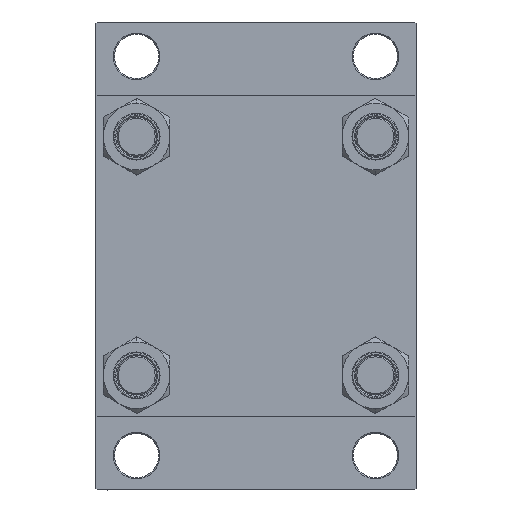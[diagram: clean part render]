
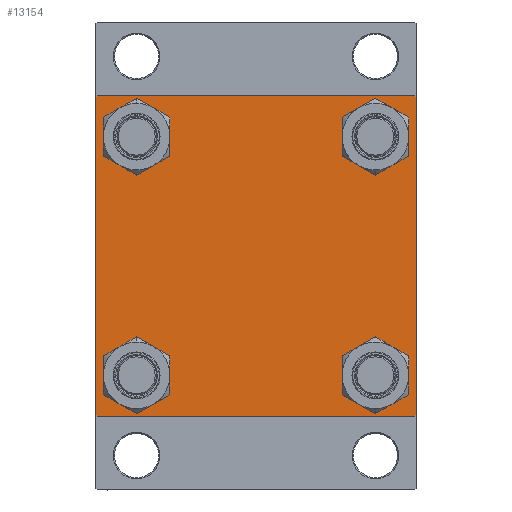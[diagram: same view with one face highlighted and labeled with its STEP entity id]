
A CAD part, left-side view. The second image highlights one B-rep face of the part: STEP entity #13154.
In plain terms, the highlighted planar face has unit normal (-1, 0, 0).
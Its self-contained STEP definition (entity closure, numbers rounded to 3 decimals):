
#1365 = CARTESIAN_POINT ( 'NONE',  ( 0., -65., -64.5 ) ) ;
#1799 = AXIS2_PLACEMENT_3D ( 'NONE', #39454, #28755, #21934 ) ;
#2169 = VERTEX_POINT ( 'NONE', #16372 ) ;
#2281 = DIRECTION ( 'NONE',  ( 1., 0., 0. ) ) ;
#2341 = DIRECTION ( 'NONE',  ( 0., -1., 0. ) ) ;
#2941 = ORIENTED_EDGE ( 'NONE', *, *, #5047, .T. ) ;
#3215 = EDGE_CURVE ( 'NONE', #42124, #20250, #17652, .T. ) ;
#3307 = CIRCLE ( 'NONE', #25830, 8.5 ) ;
#3312 = DIRECTION ( 'NONE',  ( 0., -0.707, -0.707 ) ) ;
#3473 = CIRCLE ( 'NONE', #8113, 8.5 ) ;
#3859 = AXIS2_PLACEMENT_3D ( 'NONE', #45780, #37994, #16344 ) ;
#4294 = EDGE_CURVE ( 'NONE', #29537, #29255, #28415, .T. ) ;
#5047 = EDGE_CURVE ( 'NONE', #2169, #18137, #39305, .T. ) ;
#5212 = DIRECTION ( 'NONE',  ( 0., 0., 1. ) ) ;
#5261 = ORIENTED_EDGE ( 'NONE', *, *, #14909, .F. ) ;
#5587 = CARTESIAN_POINT ( 'NONE',  ( 0., -48.45, 48.45 ) ) ;
#5683 = CARTESIAN_POINT ( 'NONE',  ( 0., 48.45, -48.45 ) ) ;
#5972 = VERTEX_POINT ( 'NONE', #44908 ) ;
#6646 = DIRECTION ( 'NONE',  ( 0., 0., 1. ) ) ;
#6965 = DIRECTION ( 'NONE',  ( 0., 0., 1. ) ) ;
#7389 = VECTOR ( 'NONE', #8716, 1000. ) ;
#7665 = VECTOR ( 'NONE', #37235, 1000. ) ;
#7678 = DIRECTION ( 'NONE',  ( -1., 0., 0. ) ) ;
#8113 = AXIS2_PLACEMENT_3D ( 'NONE', #25324, #24365, #28259 ) ;
#8716 = DIRECTION ( 'NONE',  ( 0., 0., -1. ) ) ;
#8838 = ORIENTED_EDGE ( 'NONE', *, *, #4294, .T. ) ;
#8857 = DIRECTION ( 'NONE',  ( 1., 0., 0. ) ) ;
#9624 = CARTESIAN_POINT ( 'NONE',  ( 0., -64.75, -64.75 ) ) ;
#9730 = ORIENTED_EDGE ( 'NONE', *, *, #37516, .T. ) ;
#10121 = CARTESIAN_POINT ( 'NONE',  ( 0., 64.5, 65. ) ) ;
#10236 = EDGE_CURVE ( 'NONE', #5972, #42124, #24475, .T. ) ;
#10317 = VERTEX_POINT ( 'NONE', #10121 ) ;
#10848 = FACE_BOUND ( 'NONE', #13489, .T. ) ;
#11122 = VECTOR ( 'NONE', #3312, 1000. ) ;
#11571 = FACE_BOUND ( 'NONE', #16682, .T. ) ;
#12431 = VERTEX_POINT ( 'NONE', #32375 ) ;
#12454 = CARTESIAN_POINT ( 'NONE',  ( 0., -64.5, -65. ) ) ;
#12664 = AXIS2_PLACEMENT_3D ( 'NONE', #5587, #35010, #45742 ) ;
#13154 = ADVANCED_FACE ( 'NONE', ( #11571, #10848, #18865, #33216, #44651 ), #26408, .T. ) ;
#13397 = EDGE_CURVE ( 'NONE', #19664, #30592, #27563, .T. ) ;
#13489 = EDGE_LOOP ( 'NONE', ( #47474, #30924 ) ) ;
#13781 = DIRECTION ( 'NONE',  ( 1., 0., 0. ) ) ;
#14229 = DIRECTION ( 'NONE',  ( 0., -0.707, 0.707 ) ) ;
#14234 = CIRCLE ( 'NONE', #12664, 8.5 ) ;
#14500 = CARTESIAN_POINT ( 'NONE',  ( 0., 48.45, 48.45 ) ) ;
#14909 = EDGE_CURVE ( 'NONE', #40513, #20250, #46897, .T. ) ;
#14940 = CARTESIAN_POINT ( 'NONE',  ( 0., -48.45, -56.95 ) ) ;
#15099 = DIRECTION ( 'NONE',  ( 0., 0., 1. ) ) ;
#16344 = DIRECTION ( 'NONE',  ( 0., 0., 1. ) ) ;
#16372 = CARTESIAN_POINT ( 'NONE',  ( 0., 48.45, -39.95 ) ) ;
#16682 = EDGE_LOOP ( 'NONE', ( #8838, #9730 ) ) ;
#17072 = ORIENTED_EDGE ( 'NONE', *, *, #28618, .T. ) ;
#17595 = CARTESIAN_POINT ( 'NONE',  ( 0., -64.75, 64.75 ) ) ;
#17652 = LINE ( 'NONE', #9624, #31526 ) ;
#17953 = CARTESIAN_POINT ( 'NONE',  ( 0., 48.45, 39.95 ) ) ;
#18137 = VERTEX_POINT ( 'NONE', #45280 ) ;
#18865 = FACE_BOUND ( 'NONE', #23288, .T. ) ;
#18886 = VERTEX_POINT ( 'NONE', #20764 ) ;
#18987 = EDGE_CURVE ( 'NONE', #40513, #12431, #29011, .T. ) ;
#19664 = VERTEX_POINT ( 'NONE', #20438 ) ;
#20250 = VERTEX_POINT ( 'NONE', #1365 ) ;
#20438 = CARTESIAN_POINT ( 'NONE',  ( 0., 48.45, 56.95 ) ) ;
#20764 = CARTESIAN_POINT ( 'NONE',  ( 0., -48.45, -39.95 ) ) ;
#21106 = VERTEX_POINT ( 'NONE', #44631 ) ;
#21383 = LINE ( 'NONE', #32572, #41135 ) ;
#21934 = DIRECTION ( 'NONE',  ( 0., 0., 1. ) ) ;
#22173 = CARTESIAN_POINT ( 'NONE',  ( 0., 65., 65. ) ) ;
#22286 = DIRECTION ( 'NONE',  ( 0., 0., 1. ) ) ;
#23288 = EDGE_LOOP ( 'NONE', ( #2941, #39587 ) ) ;
#23561 = VECTOR ( 'NONE', #39315, 1000. ) ;
#24365 = DIRECTION ( 'NONE',  ( 1., 0., 0. ) ) ;
#24475 = LINE ( 'NONE', #37930, #23561 ) ;
#25260 = DIRECTION ( 'NONE',  ( 0., 0.707, -0.707 ) ) ;
#25324 = CARTESIAN_POINT ( 'NONE',  ( 0., -48.45, -48.45 ) ) ;
#25830 = AXIS2_PLACEMENT_3D ( 'NONE', #14500, #13781, #6965 ) ;
#25862 = CIRCLE ( 'NONE', #1799, 8.5 ) ;
#25917 = LINE ( 'NONE', #43689, #11122 ) ;
#25922 = ORIENTED_EDGE ( 'NONE', *, *, #13397, .T. ) ;
#26199 = ORIENTED_EDGE ( 'NONE', *, *, #34196, .T. ) ;
#26408 = PLANE ( 'NONE',  #47784 ) ;
#26713 = EDGE_CURVE ( 'NONE', #45659, #21106, #44790, .T. ) ;
#27563 = CIRCLE ( 'NONE', #38422, 8.5 ) ;
#27949 = EDGE_CURVE ( 'NONE', #46865, #18886, #37243, .T. ) ;
#28132 = ORIENTED_EDGE ( 'NONE', *, *, #3215, .T. ) ;
#28259 = DIRECTION ( 'NONE',  ( 0., 0., 1. ) ) ;
#28307 = CARTESIAN_POINT ( 'NONE',  ( 0., -48.45, 48.45 ) ) ;
#28415 = CIRCLE ( 'NONE', #34599, 8.5 ) ;
#28618 = EDGE_CURVE ( 'NONE', #10317, #45659, #21383, .T. ) ;
#28755 = DIRECTION ( 'NONE',  ( 1., 0., 0. ) ) ;
#29011 = LINE ( 'NONE', #17595, #47962 ) ;
#29077 = CARTESIAN_POINT ( 'NONE',  ( 0., -65., 64.5 ) ) ;
#29255 = VERTEX_POINT ( 'NONE', #31139 ) ;
#29422 = CARTESIAN_POINT ( 'NONE',  ( 0., -48.45, 56.95 ) ) ;
#29537 = VERTEX_POINT ( 'NONE', #29422 ) ;
#30416 = DIRECTION ( 'NONE',  ( 1., 0., 0. ) ) ;
#30592 = VERTEX_POINT ( 'NONE', #17953 ) ;
#30651 = CARTESIAN_POINT ( 'NONE',  ( 0., 48.45, 48.45 ) ) ;
#30924 = ORIENTED_EDGE ( 'NONE', *, *, #27949, .T. ) ;
#30932 = ORIENTED_EDGE ( 'NONE', *, *, #33181, .F. ) ;
#31139 = CARTESIAN_POINT ( 'NONE',  ( 0., -48.45, 39.95 ) ) ;
#31200 = CARTESIAN_POINT ( 'NONE',  ( 0., 65., 64.5 ) ) ;
#31526 = VECTOR ( 'NONE', #14229, 1000. ) ;
#31584 = CARTESIAN_POINT ( 'NONE',  ( 0., -65., 65. ) ) ;
#32375 = CARTESIAN_POINT ( 'NONE',  ( 0., -64.5, 65. ) ) ;
#32572 = CARTESIAN_POINT ( 'NONE',  ( 0., 64.75, 64.75 ) ) ;
#33181 = EDGE_CURVE ( 'NONE', #10317, #12431, #35653, .T. ) ;
#33216 = FACE_BOUND ( 'NONE', #34218, .T. ) ;
#34180 = ORIENTED_EDGE ( 'NONE', *, *, #18987, .T. ) ;
#34196 = EDGE_CURVE ( 'NONE', #21106, #5972, #25917, .T. ) ;
#34218 = EDGE_LOOP ( 'NONE', ( #25922, #47706 ) ) ;
#34599 = AXIS2_PLACEMENT_3D ( 'NONE', #28307, #2281, #6646 ) ;
#35010 = DIRECTION ( 'NONE',  ( 1., 0., 0. ) ) ;
#35443 = AXIS2_PLACEMENT_3D ( 'NONE', #5683, #8857, #5212 ) ;
#35653 = LINE ( 'NONE', #41991, #40499 ) ;
#36046 = EDGE_CURVE ( 'NONE', #30592, #19664, #3307, .T. ) ;
#37235 = DIRECTION ( 'NONE',  ( 0., 0., -1. ) ) ;
#37243 = CIRCLE ( 'NONE', #3859, 8.5 ) ;
#37402 = EDGE_CURVE ( 'NONE', #18137, #2169, #25862, .T. ) ;
#37516 = EDGE_CURVE ( 'NONE', #29255, #29537, #14234, .T. ) ;
#37930 = CARTESIAN_POINT ( 'NONE',  ( 0., 65., -65. ) ) ;
#37994 = DIRECTION ( 'NONE',  ( 1., 0., 0. ) ) ;
#38422 = AXIS2_PLACEMENT_3D ( 'NONE', #30651, #30416, #15099 ) ;
#39033 = ORIENTED_EDGE ( 'NONE', *, *, #10236, .T. ) ;
#39305 = CIRCLE ( 'NONE', #35443, 8.5 ) ;
#39315 = DIRECTION ( 'NONE',  ( 0., -1., 0. ) ) ;
#39454 = CARTESIAN_POINT ( 'NONE',  ( 0., 48.45, -48.45 ) ) ;
#39587 = ORIENTED_EDGE ( 'NONE', *, *, #37402, .T. ) ;
#40499 = VECTOR ( 'NONE', #2341, 1000. ) ;
#40513 = VERTEX_POINT ( 'NONE', #29077 ) ;
#41135 = VECTOR ( 'NONE', #25260, 1000. ) ;
#41991 = CARTESIAN_POINT ( 'NONE',  ( 0., 65., 65. ) ) ;
#42124 = VERTEX_POINT ( 'NONE', #12454 ) ;
#42234 = EDGE_LOOP ( 'NONE', ( #46039, #26199, #39033, #28132, #5261, #34180, #30932, #17072 ) ) ;
#43689 = CARTESIAN_POINT ( 'NONE',  ( 0., 64.75, -64.75 ) ) ;
#44409 = CARTESIAN_POINT ( 'NONE',  ( 0., 0., 0. ) ) ;
#44631 = CARTESIAN_POINT ( 'NONE',  ( 0., 65., -64.5 ) ) ;
#44651 = FACE_OUTER_BOUND ( 'NONE', #42234, .T. ) ;
#44790 = LINE ( 'NONE', #22173, #7665 ) ;
#44808 = EDGE_CURVE ( 'NONE', #18886, #46865, #3473, .T. ) ;
#44908 = CARTESIAN_POINT ( 'NONE',  ( 0., 64.5, -65. ) ) ;
#45280 = CARTESIAN_POINT ( 'NONE',  ( 0., 48.45, -56.95 ) ) ;
#45659 = VERTEX_POINT ( 'NONE', #31200 ) ;
#45742 = DIRECTION ( 'NONE',  ( 0., 0., 1. ) ) ;
#45780 = CARTESIAN_POINT ( 'NONE',  ( 0., -48.45, -48.45 ) ) ;
#46039 = ORIENTED_EDGE ( 'NONE', *, *, #26713, .T. ) ;
#46865 = VERTEX_POINT ( 'NONE', #14940 ) ;
#46897 = LINE ( 'NONE', #31584, #7389 ) ;
#47270 = DIRECTION ( 'NONE',  ( 0., 0.707, 0.707 ) ) ;
#47474 = ORIENTED_EDGE ( 'NONE', *, *, #44808, .T. ) ;
#47706 = ORIENTED_EDGE ( 'NONE', *, *, #36046, .T. ) ;
#47784 = AXIS2_PLACEMENT_3D ( 'NONE', #44409, #7678, #22286 ) ;
#47962 = VECTOR ( 'NONE', #47270, 1000. ) ;
